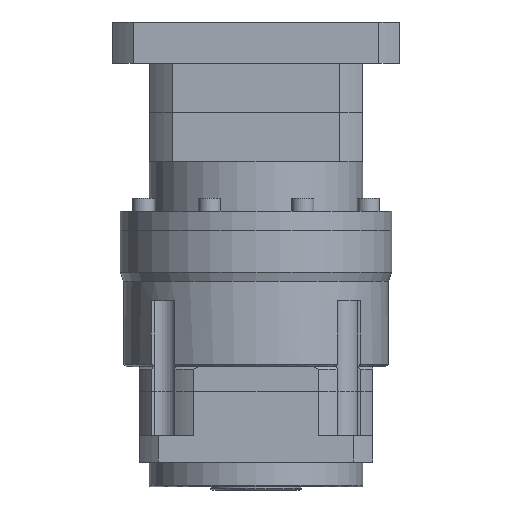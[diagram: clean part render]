
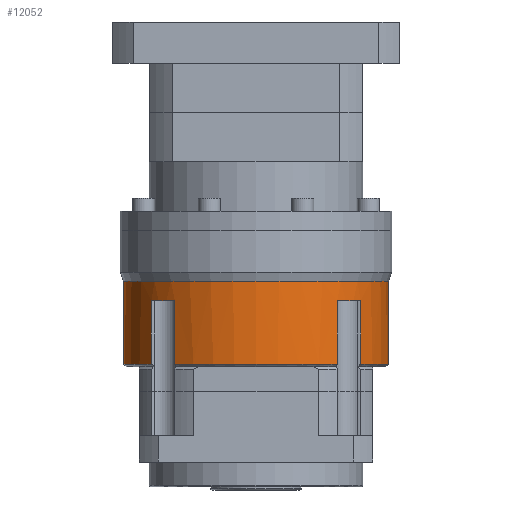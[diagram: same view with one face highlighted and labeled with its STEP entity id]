
A CAD part, front view. The second image highlights one B-rep face of the part: STEP entity #12052.
In plain terms, the highlighted cylindrical face has radius 80.5 mm (diameter 161 mm), a partial arc.
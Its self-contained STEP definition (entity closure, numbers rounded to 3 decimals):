
#19 = DIRECTION ( 'NONE',  ( 0., 0., 1. ) ) ;
#128 = DIRECTION ( 'NONE',  ( 0., 0., -1. ) ) ;
#437 = VERTEX_POINT ( 'NONE', #489 ) ;
#471 = DIRECTION ( 'NONE',  ( 0., 0., 1. ) ) ;
#489 = CARTESIAN_POINT ( 'NONE',  ( -49.289, -63.646, -93. ) ) ;
#684 = DIRECTION ( 'NONE',  ( 0., 0., 1. ) ) ;
#1198 = ORIENTED_EDGE ( 'NONE', *, *, #10058, .T. ) ;
#1300 = CARTESIAN_POINT ( 'NONE',  ( 49.289, -63.646, -95.5 ) ) ;
#1302 = ORIENTED_EDGE ( 'NONE', *, *, #4248, .F. ) ;
#1309 = EDGE_CURVE ( 'NONE', #7574, #16455, #9360, .T. ) ;
#1413 = DIRECTION ( 'NONE',  ( 0., 0., 1. ) ) ;
#1654 = LINE ( 'NONE', #2068, #15862 ) ;
#1909 = LINE ( 'NONE', #1300, #5012 ) ;
#1956 = ORIENTED_EDGE ( 'NONE', *, *, #11056, .F. ) ;
#2068 = CARTESIAN_POINT ( 'NONE',  ( 80.5, 0., -152.5 ) ) ;
#2228 = ORIENTED_EDGE ( 'NONE', *, *, #2588, .F. ) ;
#2588 = EDGE_CURVE ( 'NONE', #16455, #10443, #9087, .T. ) ;
#2738 = DIRECTION ( 'NONE',  ( 0., 0., -1. ) ) ;
#2756 = CIRCLE ( 'NONE', #10359, 80.5 ) ;
#3235 = VERTEX_POINT ( 'NONE', #8965 ) ;
#3552 = DIRECTION ( 'NONE',  ( 0., 0., 1. ) ) ;
#3685 = DIRECTION ( 'NONE',  ( 0., 0., -1. ) ) ;
#4130 = DIRECTION ( 'NONE',  ( 0., 0., 1. ) ) ;
#4150 = LINE ( 'NONE', #11720, #10848 ) ;
#4248 = EDGE_CURVE ( 'NONE', #16043, #11343, #12068, .T. ) ;
#4336 = EDGE_CURVE ( 'NONE', #10870, #3235, #8281, .T. ) ;
#4583 = VECTOR ( 'NONE', #19, 1000. ) ;
#4919 = CARTESIAN_POINT ( 'NONE',  ( -63.646, -49.289, -93. ) ) ;
#5012 = VECTOR ( 'NONE', #7923, 1000. ) ;
#5268 = CARTESIAN_POINT ( 'NONE',  ( 0., 0., -93. ) ) ;
#5936 = CARTESIAN_POINT ( 'NONE',  ( -63.646, -49.289, -54.5 ) ) ;
#6336 = ORIENTED_EDGE ( 'NONE', *, *, #10585, .F. ) ;
#6540 = AXIS2_PLACEMENT_3D ( 'NONE', #10755, #2738, #12101 ) ;
#6598 = DIRECTION ( 'NONE',  ( -1., 0., 0. ) ) ;
#6633 = CARTESIAN_POINT ( 'NONE',  ( -49.289, -63.646, -95.5 ) ) ;
#6739 = ORIENTED_EDGE ( 'NONE', *, *, #13675, .F. ) ;
#7129 = CARTESIAN_POINT ( 'NONE',  ( 0., 0., -42.495 ) ) ;
#7574 = VERTEX_POINT ( 'NONE', #4919 ) ;
#7762 = CARTESIAN_POINT ( 'NONE',  ( 80.5, 0., -42.495 ) ) ;
#7923 = DIRECTION ( 'NONE',  ( 0., 0., -1. ) ) ;
#8099 = CARTESIAN_POINT ( 'NONE',  ( 0., 0., -93. ) ) ;
#8281 = CIRCLE ( 'NONE', #16449, 80.5 ) ;
#8441 = CARTESIAN_POINT ( 'NONE',  ( -80.5, 0., -152.5 ) ) ;
#8478 = DIRECTION ( 'NONE',  ( 1., 0., 0. ) ) ;
#8510 = VECTOR ( 'NONE', #684, 1000. ) ;
#8556 = CARTESIAN_POINT ( 'NONE',  ( 63.646, -49.289, -54.5 ) ) ;
#8599 = VERTEX_POINT ( 'NONE', #7762 ) ;
#8665 = CARTESIAN_POINT ( 'NONE',  ( 63.646, -49.289, -95.5 ) ) ;
#8803 = EDGE_LOOP ( 'NONE', ( #2228, #15501, #1956, #15281, #6336, #13899, #13687, #1198, #1302, #6739, #15811, #15271 ) ) ;
#8841 = EDGE_CURVE ( 'NONE', #8599, #10443, #14309, .T. ) ;
#8965 = CARTESIAN_POINT ( 'NONE',  ( -49.289, -63.646, -54.5 ) ) ;
#9087 = LINE ( 'NONE', #8441, #15806 ) ;
#9360 = CIRCLE ( 'NONE', #12226, 80.5 ) ;
#9457 = DIRECTION ( 'NONE',  ( -1., 0., 0. ) ) ;
#9494 = CARTESIAN_POINT ( 'NONE',  ( 49.289, -63.646, -93. ) ) ;
#9715 = CARTESIAN_POINT ( 'NONE',  ( 80.5, 0., -93. ) ) ;
#10058 = EDGE_CURVE ( 'NONE', #10431, #11343, #14048, .T. ) ;
#10069 = DIRECTION ( 'NONE',  ( 0., 0., 1. ) ) ;
#10359 = AXIS2_PLACEMENT_3D ( 'NONE', #8099, #128, #9457 ) ;
#10431 = VERTEX_POINT ( 'NONE', #13181 ) ;
#10443 = VERTEX_POINT ( 'NONE', #14543 ) ;
#10548 = CIRCLE ( 'NONE', #6540, 80.5 ) ;
#10585 = EDGE_CURVE ( 'NONE', #437, #3235, #15678, .T. ) ;
#10755 = CARTESIAN_POINT ( 'NONE',  ( 0., 0., -93. ) ) ;
#10848 = VECTOR ( 'NONE', #3685, 1000. ) ;
#10870 = VERTEX_POINT ( 'NONE', #5936 ) ;
#11056 = EDGE_CURVE ( 'NONE', #10870, #7574, #4150, .T. ) ;
#11343 = VERTEX_POINT ( 'NONE', #8556 ) ;
#11585 = CARTESIAN_POINT ( 'NONE',  ( 0., 0., -54.5 ) ) ;
#11720 = CARTESIAN_POINT ( 'NONE',  ( -63.646, -49.289, -95.5 ) ) ;
#11863 = FACE_OUTER_BOUND ( 'NONE', #8803, .T. ) ;
#12052 = ADVANCED_FACE ( 'NONE', ( #11863 ), #17298, .T. ) ;
#12068 = LINE ( 'NONE', #8665, #8510 ) ;
#12101 = DIRECTION ( 'NONE',  ( -1., 0., 0. ) ) ;
#12141 = DIRECTION ( 'NONE',  ( 1., 0., 0. ) ) ;
#12153 = CARTESIAN_POINT ( 'NONE',  ( 0., 0., -54.5 ) ) ;
#12226 = AXIS2_PLACEMENT_3D ( 'NONE', #5268, #14627, #6598 ) ;
#12547 = AXIS2_PLACEMENT_3D ( 'NONE', #12153, #4130, #13506 ) ;
#12691 = VERTEX_POINT ( 'NONE', #9494 ) ;
#12913 = DIRECTION ( 'NONE',  ( 1., 0., 0. ) ) ;
#12942 = AXIS2_PLACEMENT_3D ( 'NONE', #7129, #16472, #8478 ) ;
#13181 = CARTESIAN_POINT ( 'NONE',  ( 49.289, -63.646, -54.5 ) ) ;
#13199 = EDGE_CURVE ( 'NONE', #12691, #437, #10548, .T. ) ;
#13432 = CARTESIAN_POINT ( 'NONE',  ( 0., 0., -152.5 ) ) ;
#13506 = DIRECTION ( 'NONE',  ( 1., 0., 0. ) ) ;
#13675 = EDGE_CURVE ( 'NONE', #16297, #16043, #2756, .T. ) ;
#13687 = ORIENTED_EDGE ( 'NONE', *, *, #14987, .F. ) ;
#13899 = ORIENTED_EDGE ( 'NONE', *, *, #13199, .F. ) ;
#14048 = CIRCLE ( 'NONE', #12547, 80.5 ) ;
#14155 = CARTESIAN_POINT ( 'NONE',  ( -80.5, 0., -93. ) ) ;
#14309 = CIRCLE ( 'NONE', #12942, 80.5 ) ;
#14543 = CARTESIAN_POINT ( 'NONE',  ( -80.5, 0., -42.495 ) ) ;
#14627 = DIRECTION ( 'NONE',  ( 0., 0., -1. ) ) ;
#14987 = EDGE_CURVE ( 'NONE', #10431, #12691, #1909, .T. ) ;
#15271 = ORIENTED_EDGE ( 'NONE', *, *, #8841, .T. ) ;
#15281 = ORIENTED_EDGE ( 'NONE', *, *, #4336, .T. ) ;
#15501 = ORIENTED_EDGE ( 'NONE', *, *, #1309, .F. ) ;
#15678 = LINE ( 'NONE', #6633, #4583 ) ;
#15806 = VECTOR ( 'NONE', #471, 1000. ) ;
#15809 = CARTESIAN_POINT ( 'NONE',  ( 63.646, -49.289, -93. ) ) ;
#15811 = ORIENTED_EDGE ( 'NONE', *, *, #15852, .T. ) ;
#15852 = EDGE_CURVE ( 'NONE', #16297, #8599, #1654, .T. ) ;
#15862 = VECTOR ( 'NONE', #10069, 1000. ) ;
#16043 = VERTEX_POINT ( 'NONE', #15809 ) ;
#16297 = VERTEX_POINT ( 'NONE', #9715 ) ;
#16449 = AXIS2_PLACEMENT_3D ( 'NONE', #11585, #3552, #12913 ) ;
#16455 = VERTEX_POINT ( 'NONE', #14155 ) ;
#16472 = DIRECTION ( 'NONE',  ( 0., 0., -1. ) ) ;
#17275 = AXIS2_PLACEMENT_3D ( 'NONE', #13432, #1413, #12141 ) ;
#17298 = CYLINDRICAL_SURFACE ( 'NONE', #17275, 80.5 ) ;
